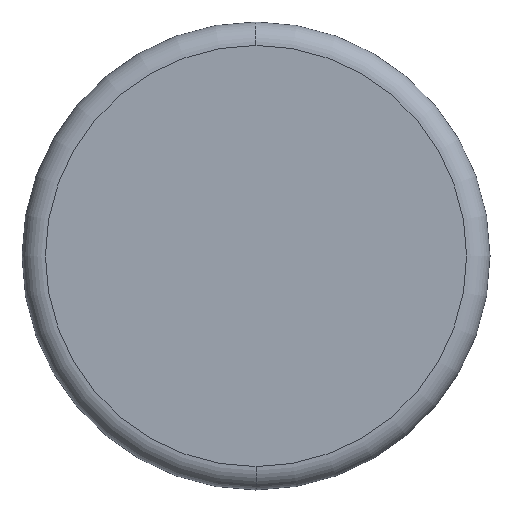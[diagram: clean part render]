
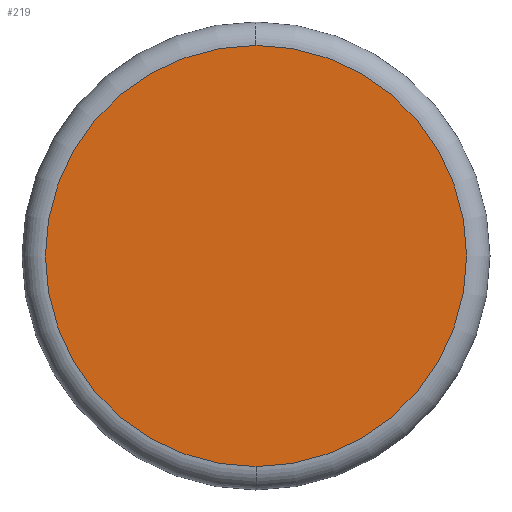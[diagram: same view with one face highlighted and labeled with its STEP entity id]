
A CAD part, left-side view. The second image highlights one B-rep face of the part: STEP entity #219.
In plain terms, the highlighted planar face has unit normal (-1, 0, 0).
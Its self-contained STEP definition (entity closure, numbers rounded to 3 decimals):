
#3 = DIRECTION ( 'NONE',  ( 0., 0., -1. ) ) ;
#14 = AXIS2_PLACEMENT_3D ( 'NONE', #28, #148, #3 ) ;
#15 = VERTEX_POINT ( 'NONE', #83 ) ;
#26 = EDGE_LOOP ( 'NONE', ( #40, #68 ) ) ;
#28 = CARTESIAN_POINT ( 'NONE',  ( 13., 0., 0. ) ) ;
#31 = EDGE_CURVE ( 'NONE', #15, #187, #141, .T. ) ;
#40 = ORIENTED_EDGE ( 'NONE', *, *, #218, .T. ) ;
#68 = ORIENTED_EDGE ( 'NONE', *, *, #31, .T. ) ;
#80 = CARTESIAN_POINT ( 'NONE',  ( 13., 0., 0. ) ) ;
#83 = CARTESIAN_POINT ( 'NONE',  ( 13., 0., 27. ) ) ;
#94 = CIRCLE ( 'NONE', #14, 27. ) ;
#95 = AXIS2_PLACEMENT_3D ( 'NONE', #80, #155, #222 ) ;
#102 = AXIS2_PLACEMENT_3D ( 'NONE', #212, #176, #195 ) ;
#141 = CIRCLE ( 'NONE', #95, 27. ) ;
#148 = DIRECTION ( 'NONE',  ( -1., 0., 0. ) ) ;
#152 = PLANE ( 'NONE',  #102 ) ;
#155 = DIRECTION ( 'NONE',  ( -1., 0., 0. ) ) ;
#176 = DIRECTION ( 'NONE',  ( 1., 0., 0. ) ) ;
#187 = VERTEX_POINT ( 'NONE', #196 ) ;
#195 = DIRECTION ( 'NONE',  ( 0., 0., -1. ) ) ;
#196 = CARTESIAN_POINT ( 'NONE',  ( 13., 0., -27. ) ) ;
#212 = CARTESIAN_POINT ( 'NONE',  ( 13., 0., 0. ) ) ;
#215 = FACE_OUTER_BOUND ( 'NONE', #26, .T. ) ;
#218 = EDGE_CURVE ( 'NONE', #187, #15, #94, .T. ) ;
#219 = ADVANCED_FACE ( 'NONE', ( #215 ), #152, .F. ) ;
#222 = DIRECTION ( 'NONE',  ( 0., 0., -1. ) ) ;
